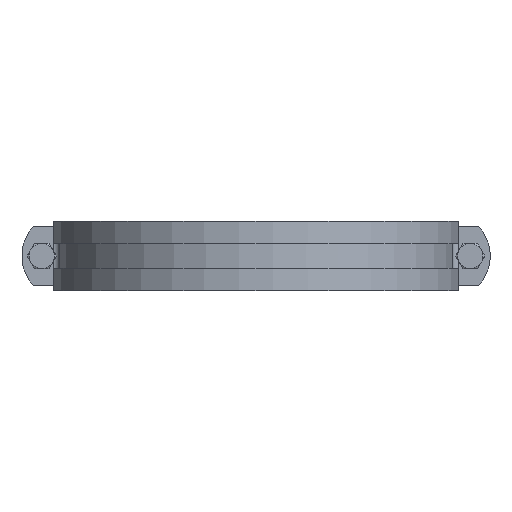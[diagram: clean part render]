
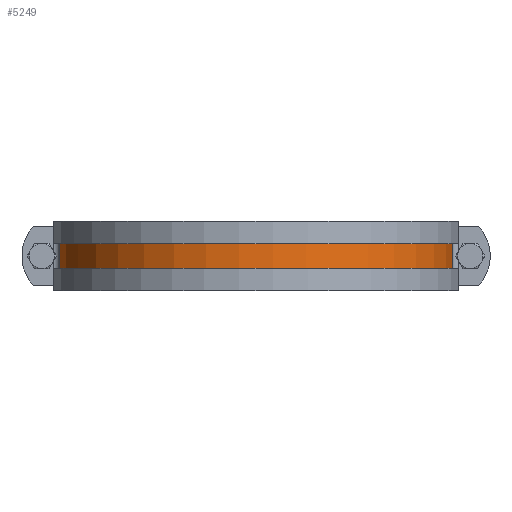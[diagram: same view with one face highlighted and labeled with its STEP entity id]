
A CAD part, front view. The second image highlights one B-rep face of the part: STEP entity #5249.
In plain terms, the highlighted cylindrical face has radius 134 mm (diameter 268 mm), a partial arc.
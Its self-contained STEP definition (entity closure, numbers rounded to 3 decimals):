
#5174=CARTESIAN_POINT('',(-133.152,-15.051,20.0));
#5175=VERTEX_POINT('',#5174);
#5210=CARTESIAN_POINT('',(0.,0.,0.0));
#5211=DIRECTION('',(0.0,0.0,-1.0));
#5212=DIRECTION('',(0.994,-0.112,0.0));
#5213=AXIS2_PLACEMENT_3D('',#5210,#5211,#5212);
#5214=CYLINDRICAL_SURFACE('',#5213,134.);
#5215=CARTESIAN_POINT('',(-133.152,-15.051,-20.0));
#5216=VERTEX_POINT('',#5215);
#5217=CARTESIAN_POINT('',(-133.152,-15.051,-20.0));
#5218=DIRECTION('',(0.0,0.0,1.0));
#5219=VECTOR('',#5218,40.0);
#5220=LINE('',#5217,#5219);
#5221=EDGE_CURVE('',#5216,#5175,#5220,.T.);
#5222=ORIENTED_EDGE('',*,*,#5221,.F.);
#5223=CARTESIAN_POINT('',(133.152,-15.051,-20.0));
#5224=VERTEX_POINT('',#5223);
#5225=CARTESIAN_POINT('',(0.,0.,-20.0));
#5226=DIRECTION('',(0.0,0.0,-1.0));
#5227=DIRECTION('',(0.994,-0.112,0.0));
#5228=AXIS2_PLACEMENT_3D('',#5225,#5226,#5227);
#5229=CIRCLE('',#5228,134.);
#5230=EDGE_CURVE('',#5224,#5216,#5229,.T.);
#5231=ORIENTED_EDGE('',*,*,#5230,.F.);
#5232=CARTESIAN_POINT('',(133.152,-15.051,20.0));
#5233=VERTEX_POINT('',#5232);
#5234=CARTESIAN_POINT('',(133.152,-15.051,-20.0));
#5235=DIRECTION('',(0.0,0.0,1.0));
#5236=VECTOR('',#5235,40.0);
#5237=LINE('',#5234,#5236);
#5238=EDGE_CURVE('',#5224,#5233,#5237,.T.);
#5239=ORIENTED_EDGE('',*,*,#5238,.T.);
#5240=CARTESIAN_POINT('',(0.,0.,20.0));
#5241=DIRECTION('',(0.0,0.0,1.0));
#5242=DIRECTION('',(-0.994,-0.112,0.0));
#5243=AXIS2_PLACEMENT_3D('',#5240,#5241,#5242);
#5244=CIRCLE('',#5243,134.);
#5245=EDGE_CURVE('',#5175,#5233,#5244,.T.);
#5246=ORIENTED_EDGE('',*,*,#5245,.F.);
#5247=EDGE_LOOP('',(#5222,#5231,#5239,#5246));
#5248=FACE_OUTER_BOUND('',#5247,.T.);
#5249=ADVANCED_FACE('',(#5248),#5214,.T.);
